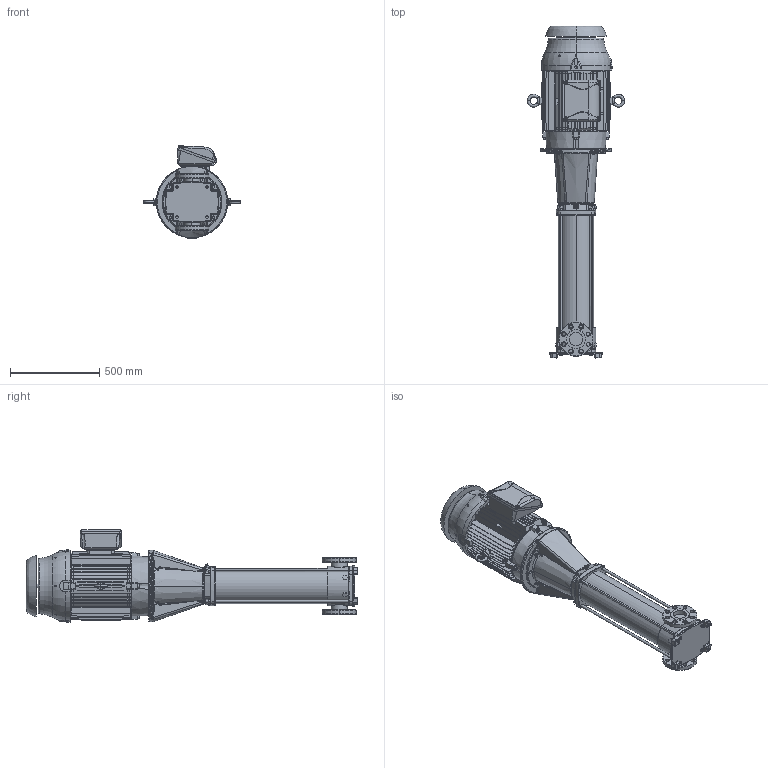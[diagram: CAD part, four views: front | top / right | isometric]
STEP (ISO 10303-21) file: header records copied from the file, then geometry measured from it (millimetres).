
FILE_DESCRIPTION (( 'STEP AP203' ), '1' );
FILE_NAME ('3303109 - MVI-160-9-40 HP-324TSC-304-E-230_460~3.step', '2022-03-30T18:58:00', ( '' ), ( '' ), 'SwSTEP 2.0', 'SolidWorks 2021', '' );
FILE_SCHEMA (( 'CONFIG_CONTROL_DESIGN' ));
Length unit declared in the file: inch
Products named in the file (5): 2704072 - NEMA V2 40HP 324_6TSC 230_460~3 TEFC; 3303109 - MVI-160-9-40 HP-324TSC-304-E-230_460~3; TEFC MOTOR_2704072 - NEMA V2 40HP 324_6TSC 230_460~3 TEFC; MVI PEO - [304-EPDM]_3304109 - MVI-160-9-40 HP-324TSC-304-E-S; 3304109 - MVI-160-9-40 HP-324TSC-304-E-S
Assembly tree (4 placements, depth 3):
  3303109 - MVI-160-9-40 HP-324TSC-304-E-230_460~3
    MVI PEO - [304-EPDM]_3304109 - MVI-160-9-40 HP-324TSC-304-E-S
      3304109 - MVI-160-9-40 HP-324TSC-304-E-S
    TEFC MOTOR_2704072 - NEMA V2 40HP 324_6TSC 230_460~3 TEFC
      2704072 - NEMA V2 40HP 324_6TSC 230_460~3 TEFC
Bounding box: 546 x 1860.6 x 525.98 mm (x, y, z)
Volume: 116155516 mm3; surface area: 3793373.8 mm2
Topology: 4 solids, 17 shells, 2837 faces, 7460 edges, 4750 vertices
Faces by surface type: cylinder 961, plane 923, bspline 400, cone 317, torus 198, sphere 38
Entity records: 126817 total; most frequent: CARTESIAN_POINT 60011, ORIENTED_EDGE 14804, DIRECTION 12738, EDGE_CURVE 7402, AXIS2_PLACEMENT_3D 5088, VERTEX_POINT 4746, EDGE_LOOP 3050, ADVANCED_FACE 2835
